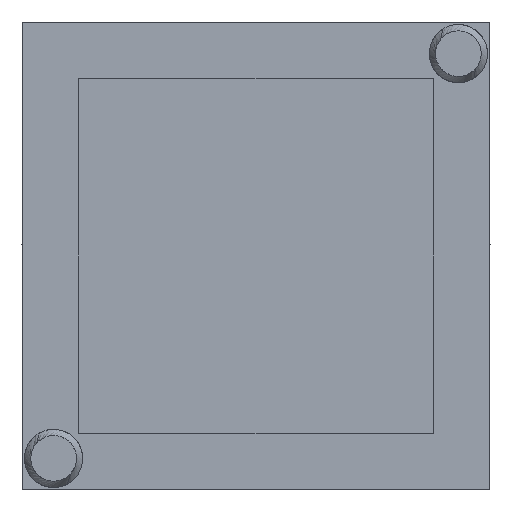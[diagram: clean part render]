
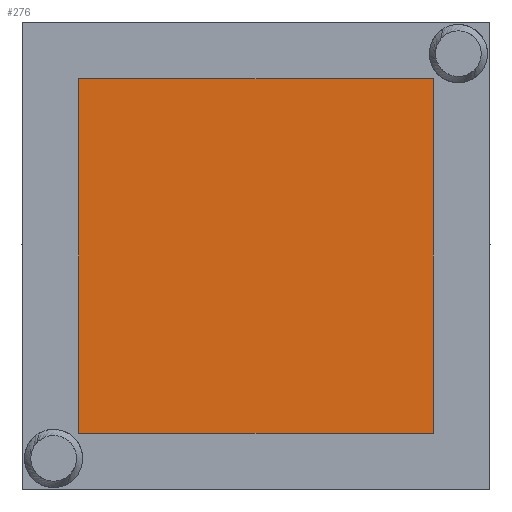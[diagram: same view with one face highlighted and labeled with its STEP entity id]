
A CAD part, left-side view. The second image highlights one B-rep face of the part: STEP entity #276.
In plain terms, the highlighted planar face has unit normal (-1, 0, 0).
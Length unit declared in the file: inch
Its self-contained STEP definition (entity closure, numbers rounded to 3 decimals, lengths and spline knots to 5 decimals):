
#49 = AXIS2_PLACEMENT_3D ( 'NONE', #1040, #344, #352 ) ;
#68 = EDGE_CURVE ( 'NONE', #199, #602, #1157, .T. ) ;
#70 = VECTOR ( 'NONE', #1068, 39.37008 ) ;
#80 = EDGE_CURVE ( 'NONE', #1293, #199, #1274, .T. ) ;
#96 = ORIENTED_EDGE ( 'NONE', *, *, #303, .T. ) ;
#139 = LINE ( 'NONE', #727, #607 ) ;
#149 = ORIENTED_EDGE ( 'NONE', *, *, #68, .T. ) ;
#199 = VERTEX_POINT ( 'NONE', #280 ) ;
#251 = CARTESIAN_POINT ( 'NONE',  ( 0.085, 0.0225, 0.0225 ) ) ;
#276 = ADVANCED_FACE ( 'NONE', ( #327 ), #1064, .T. ) ;
#280 = CARTESIAN_POINT ( 'NONE',  ( 0.085, 0.0225, 0.1625 ) ) ;
#281 = CARTESIAN_POINT ( 'NONE',  ( 0.085, 0.1625, 0.1625 ) ) ;
#303 = EDGE_CURVE ( 'NONE', #602, #1270, #139, .T. ) ;
#327 = FACE_OUTER_BOUND ( 'NONE', #780, .T. ) ;
#344 = DIRECTION ( 'NONE',  ( -1., 0., 0. ) ) ;
#352 = DIRECTION ( 'NONE',  ( 0., -1., 0. ) ) ;
#371 = CARTESIAN_POINT ( 'NONE',  ( 0.085, 0.0225, 0.0925 ) ) ;
#446 = CARTESIAN_POINT ( 'NONE',  ( 0.085, 0.0925, 0.1625 ) ) ;
#482 = ORIENTED_EDGE ( 'NONE', *, *, #963, .T. ) ;
#531 = DIRECTION ( 'NONE',  ( 0., 0., -1. ) ) ;
#569 = VECTOR ( 'NONE', #769, 39.37008 ) ;
#602 = VERTEX_POINT ( 'NONE', #281 ) ;
#607 = VECTOR ( 'NONE', #531, 39.37008 ) ;
#727 = CARTESIAN_POINT ( 'NONE',  ( 0.085, 0.1625, 0.0925 ) ) ;
#751 = CARTESIAN_POINT ( 'NONE',  ( 0.085, 0.1625, 0.0225 ) ) ;
#769 = DIRECTION ( 'NONE',  ( 0., 0., 1. ) ) ;
#780 = EDGE_LOOP ( 'NONE', ( #149, #96, #482, #1086 ) ) ;
#865 = VECTOR ( 'NONE', #1285, 39.37008 ) ;
#875 = CARTESIAN_POINT ( 'NONE',  ( 0.085, 0.0925, 0.0225 ) ) ;
#963 = EDGE_CURVE ( 'NONE', #1270, #1293, #1198, .T. ) ;
#1040 = CARTESIAN_POINT ( 'NONE',  ( 0.085, 0.1625, 0.0225 ) ) ;
#1064 = PLANE ( 'NONE',  #49 ) ;
#1068 = DIRECTION ( 'NONE',  ( 0., 1., 0. ) ) ;
#1086 = ORIENTED_EDGE ( 'NONE', *, *, #80, .T. ) ;
#1157 = LINE ( 'NONE', #446, #70 ) ;
#1198 = LINE ( 'NONE', #875, #865 ) ;
#1270 = VERTEX_POINT ( 'NONE', #751 ) ;
#1274 = LINE ( 'NONE', #371, #569 ) ;
#1285 = DIRECTION ( 'NONE',  ( 0., -1., 0. ) ) ;
#1293 = VERTEX_POINT ( 'NONE', #251 ) ;
